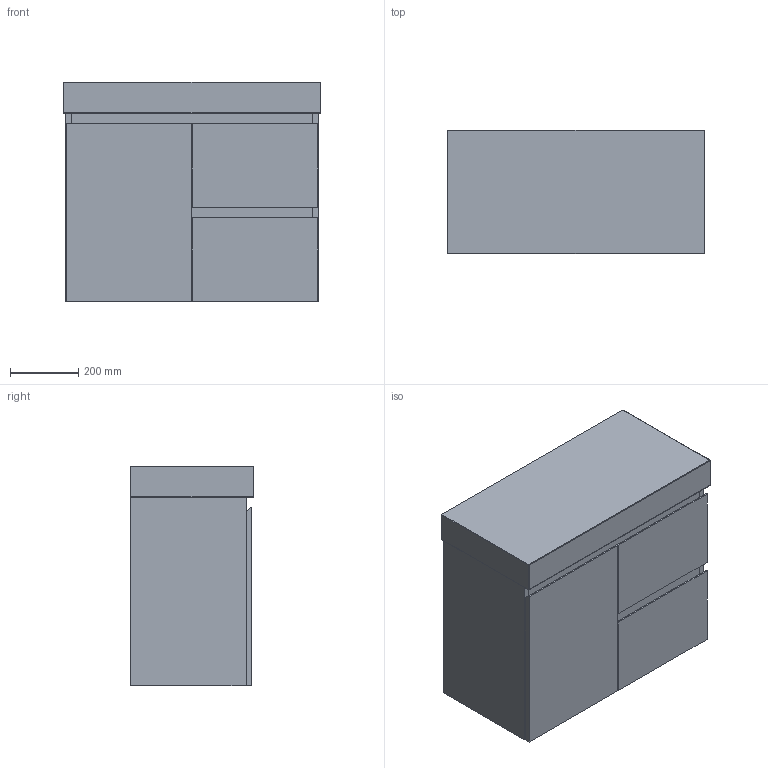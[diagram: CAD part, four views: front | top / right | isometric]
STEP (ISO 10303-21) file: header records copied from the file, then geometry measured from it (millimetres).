
FILE_DESCRIPTION(/* description */ (''),/* implementation_level */ '2;1');
FILE_NAME(/* name */ 'Domaine Ensuite (Wall Hung) 750 (90MM)',/* time_stamp */ '2025-07-09T14:49:46+10:00',/* author */ (''),/* organization */ (''),/* preprocessor_version */ 'ST-DEVELOPER v16.5',/* originating_system */ '',/* authorisation */ '');
FILE_SCHEMA (('AUTOMOTIVE_DESIGN'));
Length unit declared in the file: millimetre
Products named in the file (6): Document; Domaine Ensuite (Wall Hung) 750 (90MM); Domaine Ensuite WH ALL18; Domaine Ensuite 750 WH2; Blank Ensuite Benchtops (Domaine) ALL567891011121314151617; 750 Ensuite (90mm)4
Assembly tree (5 placements, depth 4):
  Document
    Domaine Ensuite (Wall Hung) 750 (90MM)
      Domaine Ensuite WH ALL18
        Domaine Ensuite 750 WH2
      Blank Ensuite Benchtops (Domaine) ALL567891011121314151617
        750 Ensuite (90mm)4
Bounding box: 750 x 360 x 640 mm (x, y, z)
Volume: 31051534.9 mm3; surface area: 3873113.9 mm2
Topology: 7 solids, 7 shells, 68 faces, 147 edges, 90 vertices
Faces by surface type: plane 54, cylinder 10, bspline 4
Entity records: 1994 total; most frequent: CARTESIAN_POINT 653, ORIENTED_EDGE 286, EDGE_CURVE 143, B_SPLINE_CURVE_WITH_KNOTS 127, VERTEX_POINT 90, DIRECTION 90, AXIS2_PLACEMENT_3D 77, EDGE_LOOP 69
